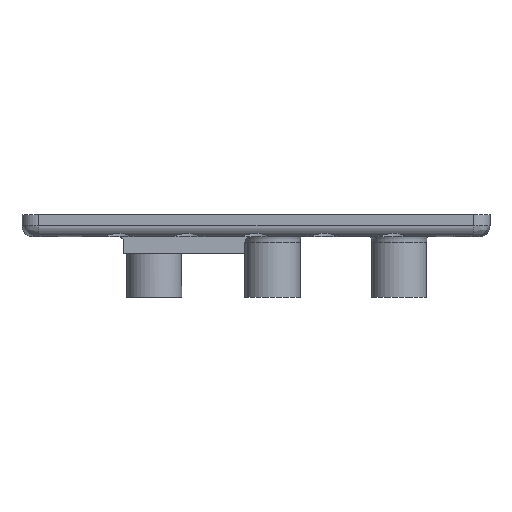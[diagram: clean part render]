
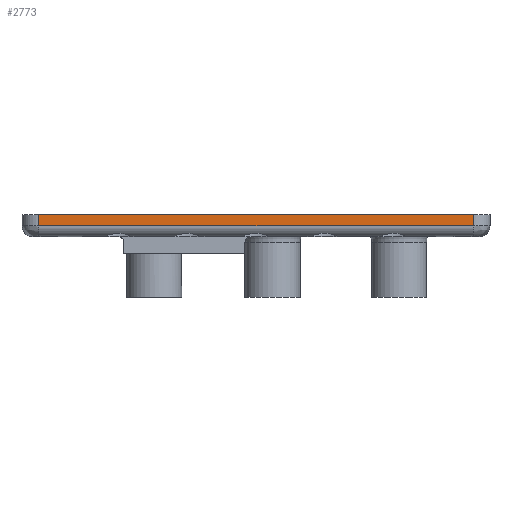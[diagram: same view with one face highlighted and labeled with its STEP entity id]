
A CAD part, left-side view. The second image highlights one B-rep face of the part: STEP entity #2773.
In plain terms, the highlighted planar face has unit normal (-1, 0, 0).
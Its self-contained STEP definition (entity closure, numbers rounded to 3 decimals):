
#24=PLANE('',#3078);
#341=FACE_OUTER_BOUND('',#530,.T.);
#530=EDGE_LOOP('',(#2262,#2263,#2264,#2265));
#820=LINE('',#4898,#957);
#826=LINE('',#5012,#963);
#839=LINE('',#5371,#976);
#842=LINE('',#5383,#979);
#957=VECTOR('',#3627,10.);
#963=VECTOR('',#3643,10.);
#976=VECTOR('',#3702,10.);
#979=VECTOR('',#3721,10.);
#1346=VERTEX_POINT('',#4889);
#1349=VERTEX_POINT('',#4896);
#1355=VERTEX_POINT('',#5011);
#1374=VERTEX_POINT('',#5367);
#1668=EDGE_CURVE('',#1349,#1346,#820,.T.);
#1683=EDGE_CURVE('',#1346,#1355,#826,.T.);
#1732=EDGE_CURVE('',#1355,#1374,#839,.T.);
#1738=EDGE_CURVE('',#1374,#1349,#842,.T.);
#2262=ORIENTED_EDGE('',*,*,#1668,.F.);
#2263=ORIENTED_EDGE('',*,*,#1738,.F.);
#2264=ORIENTED_EDGE('',*,*,#1732,.F.);
#2265=ORIENTED_EDGE('',*,*,#1683,.F.);
#2773=ADVANCED_FACE('',(#341),#24,.T.);
#3078=AXIS2_PLACEMENT_3D('',#5382,#3719,#3720);
#3627=DIRECTION('',(0.,0.,-1.));
#3643=DIRECTION('',(0.,1.,0.));
#3702=DIRECTION('',(0.,0.,1.));
#3719=DIRECTION('center_axis',(-1.,0.,0.));
#3720=DIRECTION('ref_axis',(0.,-1.,0.));
#3721=DIRECTION('',(0.,-1.,0.));
#4889=CARTESIAN_POINT('',(-50.,-39.5,0.));
#4896=CARTESIAN_POINT('',(-50.,-39.5,2.));
#4898=CARTESIAN_POINT('',(-50.,-39.5,0.));
#5011=CARTESIAN_POINT('',(-50.,39.5,0.));
#5012=CARTESIAN_POINT('',(-50.,21.25,0.));
#5367=CARTESIAN_POINT('',(-50.,39.5,2.));
#5371=CARTESIAN_POINT('',(-50.,39.5,0.));
#5382=CARTESIAN_POINT('Origin',(-50.,42.5,0.));
#5383=CARTESIAN_POINT('',(-50.,-42.5,2.));
